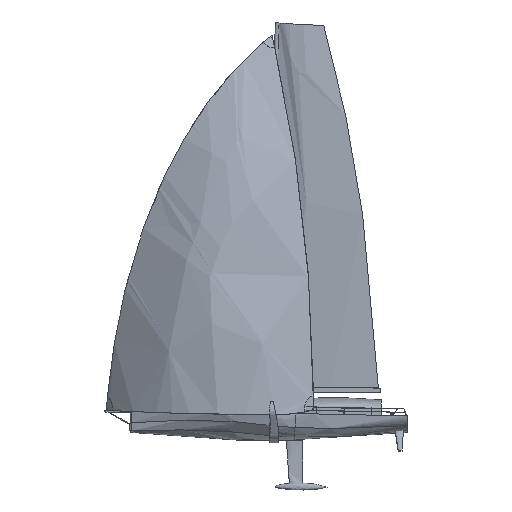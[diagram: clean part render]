
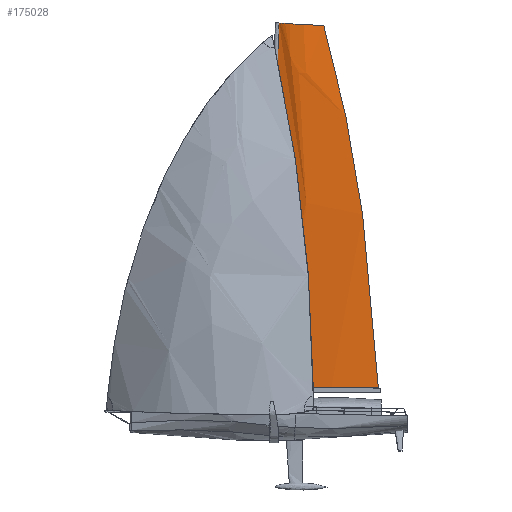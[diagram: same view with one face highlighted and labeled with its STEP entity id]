
A CAD part, front view. The second image highlights one B-rep face of the part: STEP entity #175028.
In plain terms, the highlighted free-form (B-spline) face has degree [2, 2] with [3, 3] control points.
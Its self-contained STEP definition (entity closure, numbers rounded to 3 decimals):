
#175028 = ADVANCED_FACE('',(#175029),#175063,.T.);
#175029 = FACE_BOUND('',#175030,.T.);
#175030 = EDGE_LOOP('',(#175031,#175041,#175049,#175057));
#175031 = ORIENTED_EDGE('',*,*,#175032,.T.);
#175032 = EDGE_CURVE('',#175033,#175035,#175037,.T.);
#175033 = VERTEX_POINT('',#175034);
#175034 = CARTESIAN_POINT('',(10691.947,-0.004,
    27863.302));
#175035 = VERTEX_POINT('',#175036);
#175036 = CARTESIAN_POINT('',(9735.366,-2.659,
    1669.102));
#175037 = ( BOUNDED_CURVE() B_SPLINE_CURVE(2,(#175038,#175039,#175040),
.UNSPECIFIED.,.F.,.F.) B_SPLINE_CURVE_WITH_KNOTS((3,3),(1.57,
1.571),.PIECEWISE_BEZIER_KNOTS.) CURVE() 
GEOMETRIC_REPRESENTATION_ITEM() RATIONAL_B_SPLINE_CURVE((1.,
1.,1.)) REPRESENTATION_ITEM('') );
#175038 = CARTESIAN_POINT('',(10691.947,-0.004,
    27863.302));
#175039 = CARTESIAN_POINT('',(10213.657,-9.569,
    14766.203));
#175040 = CARTESIAN_POINT('',(9735.366,-2.699,
    1669.102));
#175041 = ORIENTED_EDGE('',*,*,#175042,.T.);
#175042 = EDGE_CURVE('',#175035,#175043,#175045,.T.);
#175043 = VERTEX_POINT('',#175044);
#175044 = CARTESIAN_POINT('',(17848.614,-2.659,
    1624.17));
#175045 = B_SPLINE_CURVE_WITH_KNOTS('',2,(#175046,#175047,#175048),
  .UNSPECIFIED.,.F.,.F.,(3,3),(0.,1.),.PIECEWISE_BEZIER_KNOTS.);
#175046 = CARTESIAN_POINT('',(9735.366,-2.659,
    1669.102));
#175047 = CARTESIAN_POINT('',(12282.431,-524.601,
    1655.23));
#175048 = CARTESIAN_POINT('',(17848.614,-2.659,
    1624.17));
#175049 = ORIENTED_EDGE('',*,*,#175050,.T.);
#175050 = EDGE_CURVE('',#175043,#175051,#175053,.T.);
#175051 = VERTEX_POINT('',#175052);
#175052 = CARTESIAN_POINT('',(13919.904,-303.373,
    27694.603));
#175053 = B_SPLINE_CURVE_WITH_KNOTS('',2,(#175054,#175055,#175056),
  .UNSPECIFIED.,.F.,.F.,(3,3),(-47.535,0.),
  .PIECEWISE_BEZIER_KNOTS.);
#175054 = CARTESIAN_POINT('',(17848.614,-2.659,
    1624.17));
#175055 = CARTESIAN_POINT('',(17128.77,-1414.719,
    16433.032));
#175056 = CARTESIAN_POINT('',(13919.904,-303.373,
    27694.603));
#175057 = ORIENTED_EDGE('',*,*,#175058,.T.);
#175058 = EDGE_CURVE('',#175051,#175033,#175059,.T.);
#175059 = B_SPLINE_CURVE_WITH_KNOTS('',2,(#175060,#175061,#175062),
  .UNSPECIFIED.,.F.,.F.,(3,3),(-1.,0.),.PIECEWISE_BEZIER_KNOTS.);
#175060 = CARTESIAN_POINT('',(13919.904,-303.373,
    27694.603));
#175061 = CARTESIAN_POINT('',(11436.204,-554.635,
    27818.606));
#175062 = CARTESIAN_POINT('',(10691.947,-0.004,
    27863.302));
#175063 = B_SPLINE_SURFACE_WITH_KNOTS('',2,2,(
    (#175064,#175065,#175066)
    ,(#175067,#175068,#175069)
    ,(#175070,#175071,#175072
    )),.UNSPECIFIED.,.F.,.F.,.F.,(3,3),(3,3),(0.,47.535),(0.,1.
    ),.PIECEWISE_BEZIER_KNOTS.);
#175064 = CARTESIAN_POINT('',(10691.947,-0.004,
    27863.302));
#175065 = CARTESIAN_POINT('',(11436.204,-554.635,
    27818.606));
#175066 = CARTESIAN_POINT('',(13919.904,-303.373,
    27694.603));
#175067 = CARTESIAN_POINT('',(10211.038,-9.602,
    14694.494));
#175068 = CARTESIAN_POINT('',(12047.965,-1566.042,
    14728.081));
#175069 = CARTESIAN_POINT('',(17128.77,-1414.719,
    16433.032));
#175070 = CARTESIAN_POINT('',(9735.366,-2.659,
    1669.102));
#175071 = CARTESIAN_POINT('',(12282.431,-524.601,
    1655.23));
#175072 = CARTESIAN_POINT('',(17848.614,-2.659,
    1624.17));
